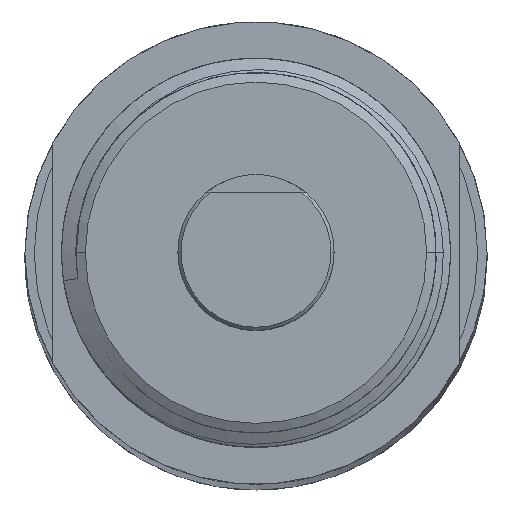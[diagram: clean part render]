
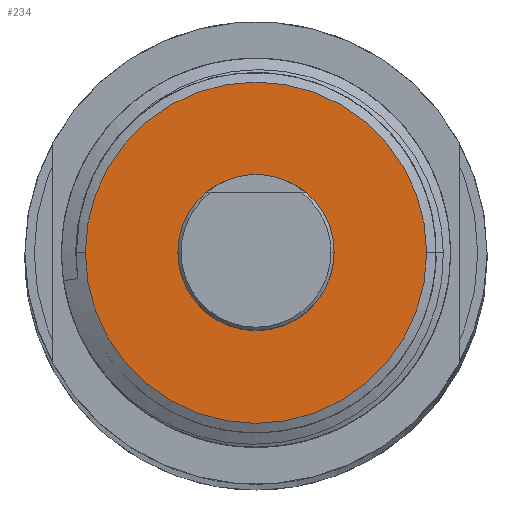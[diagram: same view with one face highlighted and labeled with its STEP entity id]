
A CAD part, top view. The second image highlights one B-rep face of the part: STEP entity #234.
In plain terms, the highlighted planar face has unit normal (0, 0, 1).
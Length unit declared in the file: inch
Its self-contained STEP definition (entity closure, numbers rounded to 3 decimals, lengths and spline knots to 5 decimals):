
#141 = EDGE_LOOP ( 'NONE', ( #212, #232 ) ) ;
#198 = ORIENTED_EDGE ( 'NONE', *, *, #584, .T. ) ;
#201 = EDGE_CURVE ( 'NONE', #593, #278, #1006, .T. ) ;
#212 = ORIENTED_EDGE ( 'NONE', *, *, #298, .T. ) ;
#219 = ORIENTED_EDGE ( 'NONE', *, *, #201, .T. ) ;
#232 = ORIENTED_EDGE ( 'NONE', *, *, #233, .T. ) ;
#233 = EDGE_CURVE ( 'NONE', #295, #299, #1466, .T. ) ;
#234 = ADVANCED_FACE ( 'NONE', ( #1462, #1461 ), #1460, .F. ) ;
#236 = EDGE_LOOP ( 'NONE', ( #219, #198 ) ) ;
#278 = VERTEX_POINT ( 'NONE', #1560 ) ;
#295 = VERTEX_POINT ( 'NONE', #1627 ) ;
#298 = EDGE_CURVE ( 'NONE', #299, #295, #1626, .T. ) ;
#299 = VERTEX_POINT ( 'NONE', #1621 ) ;
#584 = EDGE_CURVE ( 'NONE', #278, #593, #3637, .T. ) ;
#593 = VERTEX_POINT ( 'NONE', #3625 ) ;
#1003 = CARTESIAN_POINT ( 'NONE',  ( 0., 0., 0.28 ) ) ;
#1005 = AXIS2_PLACEMENT_3D ( 'NONE', #1003, #1007, #1033 ) ;
#1006 = CIRCLE ( 'NONE', #1005, 0.2732 ) ;
#1007 = DIRECTION ( 'NONE',  ( 0., 0., 1. ) ) ;
#1033 = DIRECTION ( 'NONE',  ( -1., 0., 0. ) ) ;
#1456 = DIRECTION ( 'NONE',  ( -1., 0., 0. ) ) ;
#1457 = DIRECTION ( 'NONE',  ( 0., 0., -1. ) ) ;
#1458 = CARTESIAN_POINT ( 'NONE',  ( 0.3125, 0., 0.28 ) ) ;
#1459 = AXIS2_PLACEMENT_3D ( 'NONE', #1458, #1457, #1456 ) ;
#1460 = PLANE ( 'NONE',  #1459 ) ;
#1461 = FACE_BOUND ( 'NONE', #141, .T. ) ;
#1462 = FACE_OUTER_BOUND ( 'NONE', #236, .T. ) ;
#1463 = DIRECTION ( 'NONE',  ( -1., 0., 0. ) ) ;
#1464 = DIRECTION ( 'NONE',  ( 0., 0., -1. ) ) ;
#1465 = AXIS2_PLACEMENT_3D ( 'NONE', #1471, #1464, #1463 ) ;
#1466 = CIRCLE ( 'NONE', #1465, 0.125 ) ;
#1471 = CARTESIAN_POINT ( 'NONE',  ( 0., 0., 0.28 ) ) ;
#1560 = CARTESIAN_POINT ( 'NONE',  ( 0.2732, 0., 0.28 ) ) ;
#1621 = CARTESIAN_POINT ( 'NONE',  ( -0.125, 0., 0.28 ) ) ;
#1622 = DIRECTION ( 'NONE',  ( -1., 0., 0. ) ) ;
#1623 = DIRECTION ( 'NONE',  ( 0., 0., -1. ) ) ;
#1624 = CARTESIAN_POINT ( 'NONE',  ( 0., 0., 0.28 ) ) ;
#1625 = AXIS2_PLACEMENT_3D ( 'NONE', #1624, #1623, #1622 ) ;
#1626 = CIRCLE ( 'NONE', #1625, 0.125 ) ;
#1627 = CARTESIAN_POINT ( 'NONE',  ( 0.125, 0., 0.28 ) ) ;
#3625 = CARTESIAN_POINT ( 'NONE',  ( -0.2732, 0., 0.28 ) ) ;
#3633 = DIRECTION ( 'NONE',  ( -1., 0., 0. ) ) ;
#3634 = DIRECTION ( 'NONE',  ( 0., 0., 1. ) ) ;
#3635 = CARTESIAN_POINT ( 'NONE',  ( 0., 0., 0.28 ) ) ;
#3636 = AXIS2_PLACEMENT_3D ( 'NONE', #3635, #3634, #3633 ) ;
#3637 = CIRCLE ( 'NONE', #3636, 0.2732 ) ;
